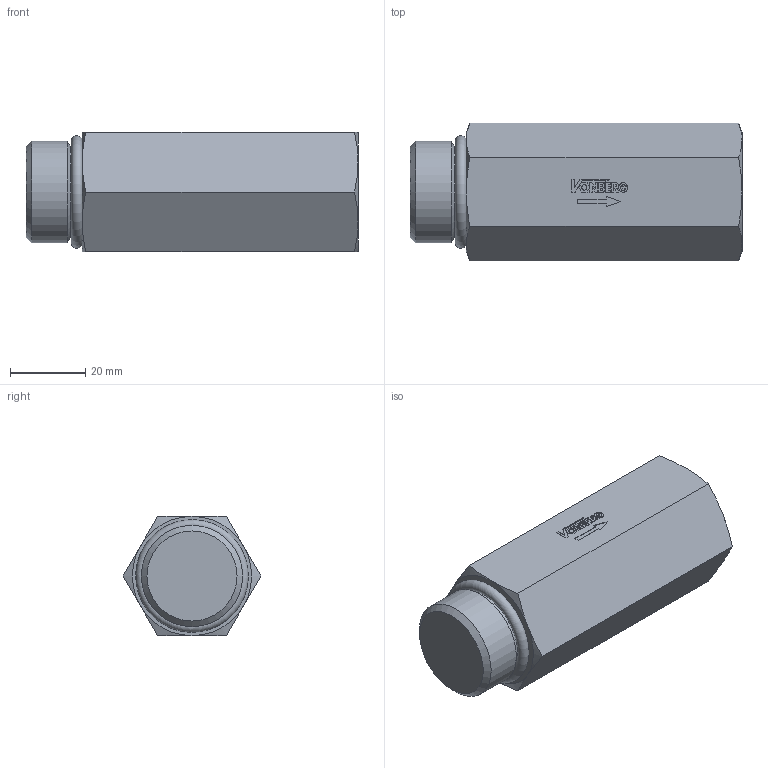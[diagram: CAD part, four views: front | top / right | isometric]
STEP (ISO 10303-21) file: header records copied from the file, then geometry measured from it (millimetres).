
FILE_DESCRIPTION((''),'2;1');
FILE_NAME('10312-812.stp','2015-01-02T14:56:25',('jml'),(''),'Autodesk Inventor 2010','Autodesk Inventor 2010','');
FILE_SCHEMA(('AUTOMOTIVE_DESIGN { 1 0 10303 214 1 1 1 1 }'));
Length unit declared in the file: inch
Products named in the file (3): 10312-812; 320087; 912 O-RING
Assembly tree (2 placements, depth 2):
  10312-812
    320087
    912 O-RING
Bounding box: 88.39 x 36.66 x 31.75 mm (x, y, z)
Volume: 61016 mm3; surface area: 13609.2 mm2
Topology: 2 solids, 2 shells, 130 faces, 319 edges, 207 vertices
Faces by surface type: plane 94, cylinder 18, cone 16, torus 2
Full cylindrical faces by diameter (mm): 1.392 x1, 24.054 x1, 24.689 x1, 26.975 x1
Entity records: 3826 total; most frequent: CARTESIAN_POINT 698, ORIENTED_EDGE 618, DIRECTION 610, EDGE_CURVE 309, VECTOR 230, LINE 230, VERTEX_POINT 206, AXIS2_PLACEMENT_3D 190
